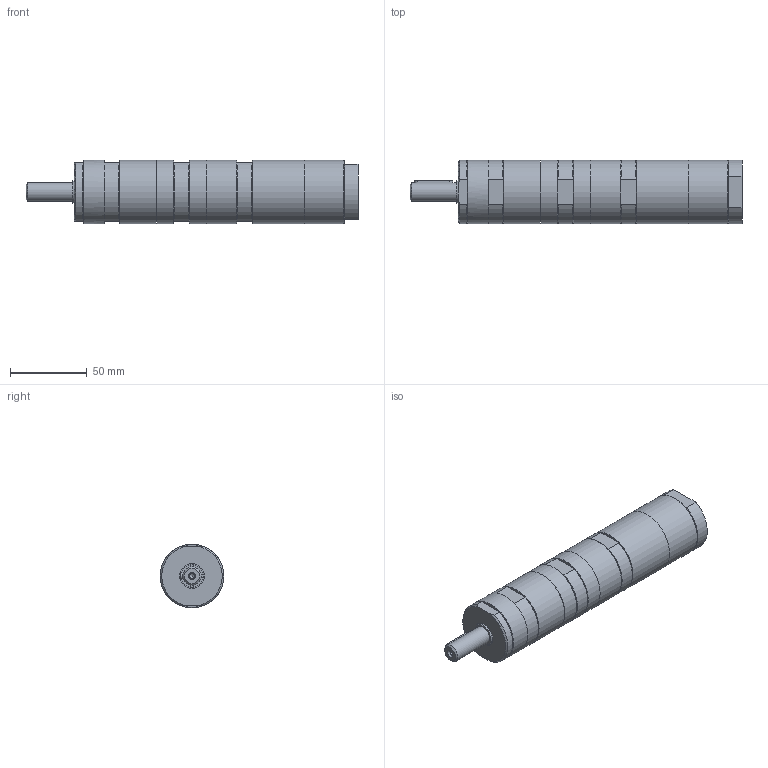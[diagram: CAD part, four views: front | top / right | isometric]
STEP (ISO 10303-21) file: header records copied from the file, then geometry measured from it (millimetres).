
FILE_DESCRIPTION(/* description */ (''),/* implementation_level */ '2;1');
FILE_NAME(/* name */ 'MUD 23-120_29910847.stp',/* time_stamp */ '2018-10-10T17:30:22+02:00',/* author */ ('flambert'),/* organization */ (''),/* preprocessor_version */ 'ST-DEVELOPER v17',/* originating_system */ 'Autodesk Inventor 2018',/* authorisation */ '');
FILE_SCHEMA (('AUTOMOTIVE_DESIGN { 1 0 10303 214 3 1 1 }'));
Length unit declared in the file: millimetre
Products named in the file (1): MUD 23-120_29910847
Bounding box: 216.7 x 41.5 x 41.5 mm (x, y, z)
Volume: 248687.1 mm3; surface area: 30256.2 mm2
Topology: 1 solids, 1 shells, 162 faces, 409 edges, 264 vertices
Faces by surface type: plane 98, cone 30, cylinder 27, bspline 7
Full cylindrical faces by diameter (mm): 3.242 x1, 11.445 x3, 12 x1, 14.95 x1, 16 x1, 36 x1, 41.5 x7
Entity records: 5136 total; most frequent: CARTESIAN_POINT 1044, ORIENTED_EDGE 816, DIRECTION 789, EDGE_CURVE 408, AXIS2_PLACEMENT_3D 273, VERTEX_POINT 264, LINE 243, VECTOR 243
